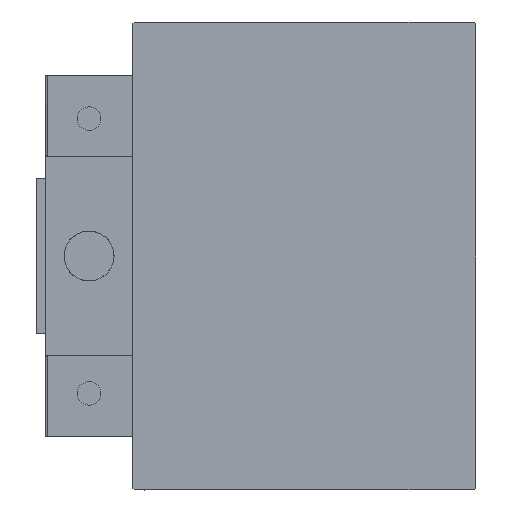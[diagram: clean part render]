
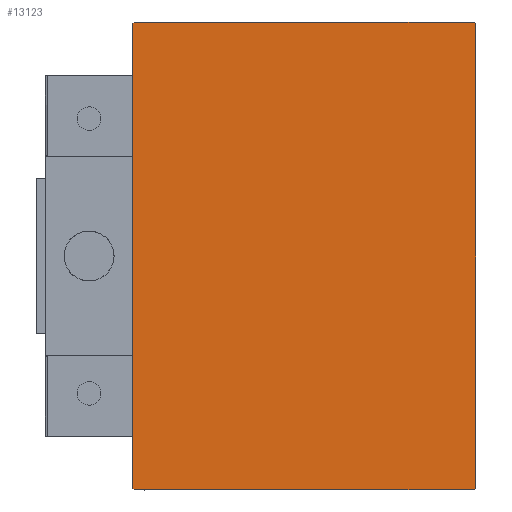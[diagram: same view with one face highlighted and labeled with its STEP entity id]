
A CAD part, left-side view. The second image highlights one B-rep face of the part: STEP entity #13123.
In plain terms, the highlighted face is planar.
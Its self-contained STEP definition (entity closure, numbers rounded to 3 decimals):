
#40 = EDGE_LOOP ( 'NONE', ( #8136, #5814, #32549, #14128, #24469, #14636, #40827, #10275 ) ) ;
#74 = EDGE_CURVE ( 'NONE', #45646, #21239, #23187, .T. ) ;
#2302 = CARTESIAN_POINT ( 'NONE',  ( 75., -27.2, -37.5 ) ) ;
#2685 = DIRECTION ( 'NONE',  ( 0., 0., 1. ) ) ;
#3234 = DIRECTION ( 'NONE',  ( 0., 0.707, 0.707 ) ) ;
#3768 = CARTESIAN_POINT ( 'NONE',  ( 75., 32.35, 32.35 ) ) ;
#4490 = VERTEX_POINT ( 'NONE', #25732 ) ;
#5733 = EDGE_CURVE ( 'NONE', #8411, #31730, #14331, .T. ) ;
#5751 = LINE ( 'NONE', #32755, #30836 ) ;
#5814 = ORIENTED_EDGE ( 'NONE', *, *, #34084, .T. ) ;
#7623 = VECTOR ( 'NONE', #2685, 1000. ) ;
#8136 = ORIENTED_EDGE ( 'NONE', *, *, #5733, .T. ) ;
#8336 = CARTESIAN_POINT ( 'NONE',  ( 75., -32.35, -32.35 ) ) ;
#8411 = VERTEX_POINT ( 'NONE', #2302 ) ;
#10015 = CARTESIAN_POINT ( 'NONE',  ( 75., 27.5, -37.5 ) ) ;
#10064 = EDGE_CURVE ( 'NONE', #4490, #8411, #42895, .T. ) ;
#10275 = ORIENTED_EDGE ( 'NONE', *, *, #10064, .T. ) ;
#10504 = CARTESIAN_POINT ( 'NONE',  ( 75., 27.5, 37.2 ) ) ;
#10694 = DIRECTION ( 'NONE',  ( 0., 0., -1. ) ) ;
#11810 = LINE ( 'NONE', #19377, #23147 ) ;
#12595 = CARTESIAN_POINT ( 'NONE',  ( 75., 27.2, 37.5 ) ) ;
#13123 = ADVANCED_FACE ( 'NONE', ( #35444 ), #20788, .T. ) ;
#14128 = ORIENTED_EDGE ( 'NONE', *, *, #74, .T. ) ;
#14145 = EDGE_CURVE ( 'NONE', #43766, #4490, #44763, .T. ) ;
#14331 = LINE ( 'NONE', #29720, #31607 ) ;
#14636 = ORIENTED_EDGE ( 'NONE', *, *, #30789, .T. ) ;
#16152 = DIRECTION ( 'NONE',  ( 0., 0.707, -0.707 ) ) ;
#17278 = LINE ( 'NONE', #47572, #32784 ) ;
#17849 = CARTESIAN_POINT ( 'NONE',  ( 75., -27.2, 37.5 ) ) ;
#18078 = LINE ( 'NONE', #10015, #7623 ) ;
#18494 = CARTESIAN_POINT ( 'NONE',  ( 75., -27.5, 37.2 ) ) ;
#19152 = DIRECTION ( 'NONE',  ( 0., -0.707, 0.707 ) ) ;
#19377 = CARTESIAN_POINT ( 'NONE',  ( 75., 32.35, -32.35 ) ) ;
#19409 = VECTOR ( 'NONE', #10694, 1000. ) ;
#20788 = PLANE ( 'NONE',  #28247 ) ;
#21239 = VERTEX_POINT ( 'NONE', #12595 ) ;
#21650 = VECTOR ( 'NONE', #16152, 1000. ) ;
#23058 = CARTESIAN_POINT ( 'NONE',  ( 75., 27.2, -37.5 ) ) ;
#23147 = VECTOR ( 'NONE', #3234, 1000. ) ;
#23187 = LINE ( 'NONE', #3768, #39120 ) ;
#24469 = ORIENTED_EDGE ( 'NONE', *, *, #40351, .T. ) ;
#25732 = CARTESIAN_POINT ( 'NONE',  ( 75., -27.5, -37.2 ) ) ;
#27873 = CARTESIAN_POINT ( 'NONE',  ( 75., 0., 0. ) ) ;
#28247 = AXIS2_PLACEMENT_3D ( 'NONE', #27873, #43266, #36192 ) ;
#29720 = CARTESIAN_POINT ( 'NONE',  ( 75., -27.5, -37.5 ) ) ;
#30789 = EDGE_CURVE ( 'NONE', #41089, #43766, #17278, .T. ) ;
#30836 = VECTOR ( 'NONE', #48400, 1000. ) ;
#31607 = VECTOR ( 'NONE', #34505, 1000. ) ;
#31730 = VERTEX_POINT ( 'NONE', #23058 ) ;
#32549 = ORIENTED_EDGE ( 'NONE', *, *, #45659, .T. ) ;
#32755 = CARTESIAN_POINT ( 'NONE',  ( 75., 27.5, 37.5 ) ) ;
#32784 = VECTOR ( 'NONE', #48088, 1000. ) ;
#34084 = EDGE_CURVE ( 'NONE', #31730, #45742, #11810, .T. ) ;
#34505 = DIRECTION ( 'NONE',  ( 0., 1., 0. ) ) ;
#35444 = FACE_OUTER_BOUND ( 'NONE', #40, .T. ) ;
#36192 = DIRECTION ( 'NONE',  ( 0., 0., -1. ) ) ;
#37196 = CARTESIAN_POINT ( 'NONE',  ( 75., -27.5, 37.5 ) ) ;
#39120 = VECTOR ( 'NONE', #19152, 1000. ) ;
#40351 = EDGE_CURVE ( 'NONE', #21239, #41089, #5751, .T. ) ;
#40827 = ORIENTED_EDGE ( 'NONE', *, *, #14145, .T. ) ;
#41089 = VERTEX_POINT ( 'NONE', #17849 ) ;
#42895 = LINE ( 'NONE', #8336, #21650 ) ;
#43266 = DIRECTION ( 'NONE',  ( 1., 0., 0. ) ) ;
#43766 = VERTEX_POINT ( 'NONE', #18494 ) ;
#44763 = LINE ( 'NONE', #37196, #19409 ) ;
#45646 = VERTEX_POINT ( 'NONE', #10504 ) ;
#45659 = EDGE_CURVE ( 'NONE', #45742, #45646, #18078, .T. ) ;
#45742 = VERTEX_POINT ( 'NONE', #46084 ) ;
#46084 = CARTESIAN_POINT ( 'NONE',  ( 75., 27.5, -37.2 ) ) ;
#47572 = CARTESIAN_POINT ( 'NONE',  ( 75., -32.35, 32.35 ) ) ;
#48088 = DIRECTION ( 'NONE',  ( 0., -0.707, -0.707 ) ) ;
#48400 = DIRECTION ( 'NONE',  ( 0., -1., 0. ) ) ;
